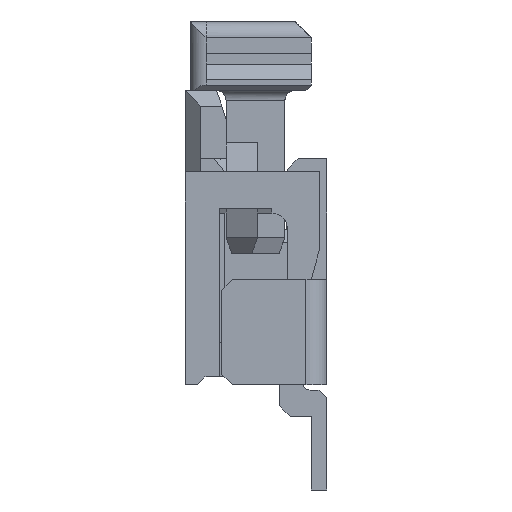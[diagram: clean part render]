
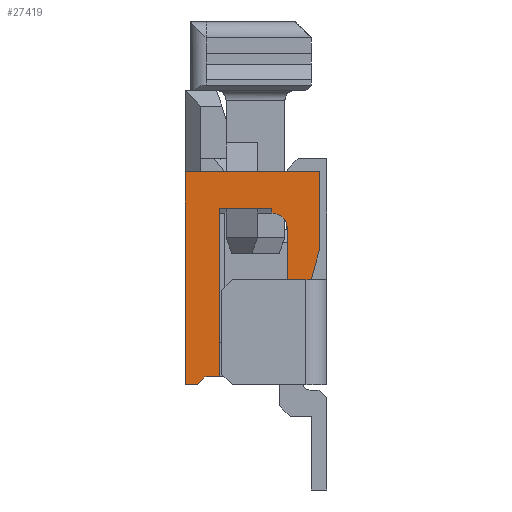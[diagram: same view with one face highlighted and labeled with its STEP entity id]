
A CAD part, left-side view. The second image highlights one B-rep face of the part: STEP entity #27419.
In plain terms, the highlighted planar face has unit normal (-1, 0, 0).
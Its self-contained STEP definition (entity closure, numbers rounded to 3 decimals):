
#281=DIRECTION('',(0.,0.,1.));
#282=VECTOR('',#281,0.084);
#283=CARTESIAN_POINT('',(-12.35,-0.3,0.466));
#284=LINE('',#283,#282);
#4003=DIRECTION('',(0.,0.,1.));
#4004=VECTOR('',#4003,2.);
#4005=CARTESIAN_POINT('',(-12.35,-1.05,-2.8));
#4006=LINE('',#4005,#4004);
#4047=DIRECTION('',(0.,0.,1.));
#4048=VECTOR('',#4047,2.966);
#4049=CARTESIAN_POINT('',(-12.35,-0.6,-2.8));
#4050=LINE('',#4049,#4048);
#4051=DIRECTION('',(0.,1.,0.));
#4052=VECTOR('',#4051,1.);
#4053=CARTESIAN_POINT('',(-12.35,-0.3,0.55));
#4054=LINE('',#4053,#4052);
#4055=DIRECTION('',(0.,0.,1.));
#4056=VECTOR('',#4055,3.2);
#4057=CARTESIAN_POINT('',(-12.35,0.7,-2.65));
#4058=LINE('',#4057,#4056);
#4059=DIRECTION('',(0.,1.,0.));
#4060=VECTOR('',#4059,0.27);
#4061=CARTESIAN_POINT('',(-12.35,0.7,-2.65));
#4062=LINE('',#4061,#4060);
#4063=DIRECTION('',(0.,-0.707,0.707));
#4064=VECTOR('',#4063,0.212);
#4065=CARTESIAN_POINT('',(-12.35,1.12,-2.8));
#4066=LINE('',#4065,#4064);
#4067=DIRECTION('',(0.,1.,0.));
#4068=VECTOR('',#4067,0.23);
#4069=CARTESIAN_POINT('',(-12.35,1.12,-2.8));
#4070=LINE('',#4069,#4068);
#4071=DIRECTION('',(0.,0.,1.));
#4072=VECTOR('',#4071,4.05);
#4073=CARTESIAN_POINT('',(-12.35,1.35,-2.8));
#4074=LINE('',#4073,#4072);
#4075=DIRECTION('',(0.,0.,-1.));
#4076=VECTOR('',#4075,1.5);
#4077=CARTESIAN_POINT('',(-12.35,-1.2,1.25));
#4078=LINE('',#4077,#4076);
#4079=DIRECTION('',(0.,-0.263,0.965));
#4080=VECTOR('',#4079,0.57);
#4081=CARTESIAN_POINT('',(-12.35,-1.05,-0.8));
#4082=LINE('',#4081,#4080);
#4083=DIRECTION('',(0.,1.,0.));
#4084=VECTOR('',#4083,0.45);
#4085=CARTESIAN_POINT('',(-12.35,-1.05,-2.8));
#4086=LINE('',#4085,#4084);
#4087=CARTESIAN_POINT('',(-12.35,-0.3,0.166));
#4088=DIRECTION('',(1.,0.,0.));
#4089=DIRECTION('',(0.,0.,1.));
#4090=AXIS2_PLACEMENT_3D('',#4087,#4088,#4089);
#16930=DIRECTION('',(0.,1.,0.));
#16931=VECTOR('',#16930,2.55);
#16932=CARTESIAN_POINT('',(-12.35,-1.2,1.25));
#16933=LINE('',#16932,#16931);
#17451=CARTESIAN_POINT('',(-12.35,1.35,-2.8));
#17453=VERTEX_POINT('',#17451);
#17469=CARTESIAN_POINT('',(-12.35,1.35,1.25));
#17470=VERTEX_POINT('',#17469);
#17637=CARTESIAN_POINT('',(-12.35,-1.05,-2.8));
#17639=VERTEX_POINT('',#17637);
#17669=CARTESIAN_POINT('',(-12.35,-1.2,1.25));
#17671=VERTEX_POINT('',#17669);
#17677=CARTESIAN_POINT('',(-12.35,-1.05,-0.8));
#17678=CARTESIAN_POINT('',(-12.35,-1.2,-0.25));
#17679=VERTEX_POINT('',#17677);
#17680=VERTEX_POINT('',#17678);
#18019=CARTESIAN_POINT('',(-12.35,1.12,-2.8));
#18020=CARTESIAN_POINT('',(-12.35,0.97,-2.65));
#18021=VERTEX_POINT('',#18019);
#18022=VERTEX_POINT('',#18020);
#18053=CARTESIAN_POINT('',(-12.35,0.7,-2.65));
#18054=VERTEX_POINT('',#18053);
#18089=CARTESIAN_POINT('',(-12.35,-0.6,-2.8));
#18090=VERTEX_POINT('',#18089);
#18193=CARTESIAN_POINT('',(-12.35,0.7,0.55));
#18194=VERTEX_POINT('',#18193);
#18213=CARTESIAN_POINT('',(-12.35,-0.3,0.55));
#18214=VERTEX_POINT('',#18213);
#18220=CARTESIAN_POINT('',(-12.35,-0.6,0.166));
#18222=VERTEX_POINT('',#18220);
#18225=CARTESIAN_POINT('',(-12.35,-0.3,0.466));
#18226=VERTEX_POINT('',#18225);
#27389=CARTESIAN_POINT('',(-12.35,0.,0.));
#27390=DIRECTION('',(1.,0.,0.));
#27391=DIRECTION('',(0.,0.,-1.));
#27392=AXIS2_PLACEMENT_3D('',#27389,#27390,#27391);
#27393=PLANE('',#27392);
#27394=ORIENTED_EDGE('',*,*,#23777,.T.);
#27396=ORIENTED_EDGE('',*,*,#27395,.F.);
#27397=ORIENTED_EDGE('',*,*,#23403,.T.);
#27399=ORIENTED_EDGE('',*,*,#27398,.T.);
#27401=ORIENTED_EDGE('',*,*,#27400,.F.);
#27403=ORIENTED_EDGE('',*,*,#27402,.T.);
#27405=ORIENTED_EDGE('',*,*,#27404,.F.);
#27407=ORIENTED_EDGE('',*,*,#27406,.T.);
#27408=ORIENTED_EDGE('',*,*,#26086,.T.);
#27410=ORIENTED_EDGE('',*,*,#27409,.F.);
#27412=ORIENTED_EDGE('',*,*,#27411,.T.);
#27413=ORIENTED_EDGE('',*,*,#27379,.F.);
#27414=ORIENTED_EDGE('',*,*,#27339,.F.);
#27416=ORIENTED_EDGE('',*,*,#27415,.T.);
#27417=EDGE_LOOP('',(#27394,#27396,#27397,#27399,#27401,#27403,#27405,#27407,
#27408,#27410,#27412,#27413,#27414,#27416));
#27418=FACE_OUTER_BOUND('',#27417,.F.);
#27419=ADVANCED_FACE('',(#27418),#27393,.F.);
#4091=CIRCLE('',#4090,0.3);
#23403=EDGE_CURVE('',#18226,#18214,#284,.T.);
#23777=EDGE_CURVE('',#18090,#18222,#4050,.T.);
#26086=EDGE_CURVE('',#17453,#17470,#4074,.T.);
#27339=EDGE_CURVE('',#17639,#17679,#4006,.T.);
#27379=EDGE_CURVE('',#17679,#17680,#4082,.T.);
#27395=EDGE_CURVE('',#18226,#18222,#4091,.T.);
#27398=EDGE_CURVE('',#18214,#18194,#4054,.T.);
#27400=EDGE_CURVE('',#18054,#18194,#4058,.T.);
#27402=EDGE_CURVE('',#18054,#18022,#4062,.T.);
#27404=EDGE_CURVE('',#18021,#18022,#4066,.T.);
#27406=EDGE_CURVE('',#18021,#17453,#4070,.T.);
#27409=EDGE_CURVE('',#17671,#17470,#16933,.T.);
#27411=EDGE_CURVE('',#17671,#17680,#4078,.T.);
#27415=EDGE_CURVE('',#17639,#18090,#4086,.T.);
